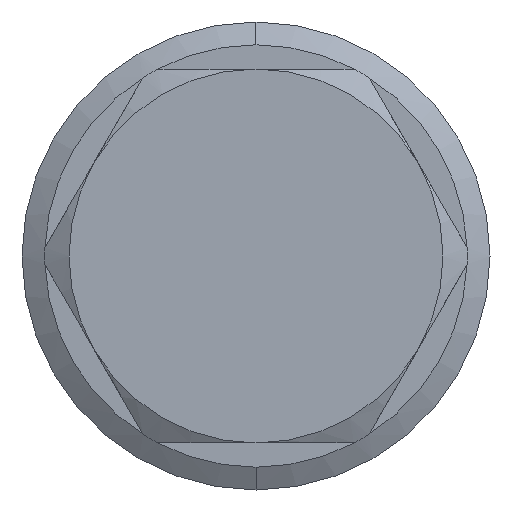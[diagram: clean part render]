
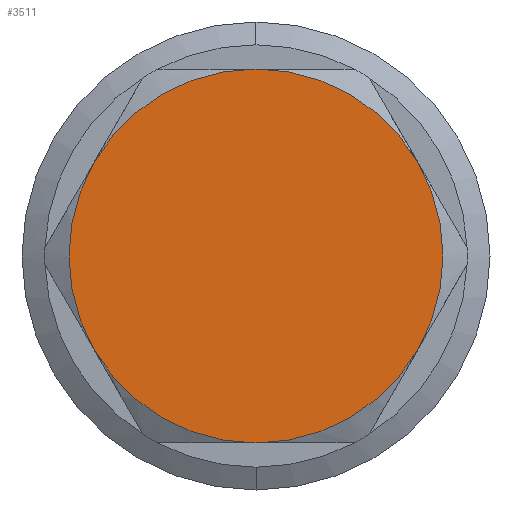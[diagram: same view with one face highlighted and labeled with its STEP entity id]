
A CAD part, left-side view. The second image highlights one B-rep face of the part: STEP entity #3511.
In plain terms, the highlighted planar face has unit normal (-1, 0, 0).
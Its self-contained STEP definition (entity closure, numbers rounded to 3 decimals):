
#51 = DIRECTION ( 'NONE',  ( -1., 0., 0. ) ) ;
#152 = EDGE_LOOP ( 'NONE', ( #2751, #6606, #6354, #2522, #5154, #4882 ) ) ;
#182 = CARTESIAN_POINT ( 'NONE',  ( 0., 0., 0. ) ) ;
#793 = VERTEX_POINT ( 'NONE', #2582 ) ;
#980 = CARTESIAN_POINT ( 'NONE',  ( 0., 0., 0. ) ) ;
#1345 = CARTESIAN_POINT ( 'NONE',  ( 0., 0., 15.85 ) ) ;
#1353 = DIRECTION ( 'NONE',  ( 0., 0., 1. ) ) ;
#1512 = AXIS2_PLACEMENT_3D ( 'NONE', #11745, #8811, #3047 ) ;
#1748 = CARTESIAN_POINT ( 'NONE',  ( 0., -13.727, 7.925 ) ) ;
#1788 = VERTEX_POINT ( 'NONE', #10460 ) ;
#2375 = EDGE_CURVE ( 'NONE', #1788, #2560, #8552, .T. ) ;
#2507 = CIRCLE ( 'NONE', #2639, 15.85 ) ;
#2522 = ORIENTED_EDGE ( 'NONE', *, *, #11974, .T. ) ;
#2554 = AXIS2_PLACEMENT_3D ( 'NONE', #182, #5187, #4108 ) ;
#2560 = VERTEX_POINT ( 'NONE', #1748 ) ;
#2582 = CARTESIAN_POINT ( 'NONE',  ( 0., 13.727, 7.925 ) ) ;
#2639 = AXIS2_PLACEMENT_3D ( 'NONE', #8766, #2958, #8844 ) ;
#2751 = ORIENTED_EDGE ( 'NONE', *, *, #12558, .T. ) ;
#2958 = DIRECTION ( 'NONE',  ( -1., 0., 0. ) ) ;
#3047 = DIRECTION ( 'NONE',  ( 0., 0., -1. ) ) ;
#3093 = PLANE ( 'NONE',  #1512 ) ;
#3300 = DIRECTION ( 'NONE',  ( -1., 0., 0. ) ) ;
#3511 = ADVANCED_FACE ( 'NONE', ( #12345 ), #3093, .F. ) ;
#4108 = DIRECTION ( 'NONE',  ( 0., 0., 1. ) ) ;
#4181 = CIRCLE ( 'NONE', #8838, 15.85 ) ;
#4882 = ORIENTED_EDGE ( 'NONE', *, *, #11925, .T. ) ;
#5124 = DIRECTION ( 'NONE',  ( 0., 0., 1. ) ) ;
#5154 = ORIENTED_EDGE ( 'NONE', *, *, #2375, .T. ) ;
#5187 = DIRECTION ( 'NONE',  ( -1., 0., 0. ) ) ;
#5341 = AXIS2_PLACEMENT_3D ( 'NONE', #980, #51, #6961 ) ;
#5373 = AXIS2_PLACEMENT_3D ( 'NONE', #8954, #9028, #5124 ) ;
#5742 = CARTESIAN_POINT ( 'NONE',  ( 0., 0., 0. ) ) ;
#5866 = DIRECTION ( 'NONE',  ( 0., 0., 1. ) ) ;
#6173 = CIRCLE ( 'NONE', #5341, 15.85 ) ;
#6354 = ORIENTED_EDGE ( 'NONE', *, *, #7685, .T. ) ;
#6606 = ORIENTED_EDGE ( 'NONE', *, *, #11608, .T. ) ;
#6961 = DIRECTION ( 'NONE',  ( 0., 0., 1. ) ) ;
#7685 = EDGE_CURVE ( 'NONE', #7948, #7995, #11378, .T. ) ;
#7844 = DIRECTION ( 'NONE',  ( -1., 0., 0. ) ) ;
#7948 = VERTEX_POINT ( 'NONE', #11890 ) ;
#7995 = VERTEX_POINT ( 'NONE', #11464 ) ;
#8430 = AXIS2_PLACEMENT_3D ( 'NONE', #5742, #3300, #1353 ) ;
#8552 = CIRCLE ( 'NONE', #5373, 15.85 ) ;
#8766 = CARTESIAN_POINT ( 'NONE',  ( 0., 0., 0. ) ) ;
#8811 = DIRECTION ( 'NONE',  ( 1., 0., 0. ) ) ;
#8838 = AXIS2_PLACEMENT_3D ( 'NONE', #10830, #7844, #5866 ) ;
#8844 = DIRECTION ( 'NONE',  ( 0., 0., 1. ) ) ;
#8954 = CARTESIAN_POINT ( 'NONE',  ( 0., 0., 0. ) ) ;
#9028 = DIRECTION ( 'NONE',  ( -1., 0., 0. ) ) ;
#10460 = CARTESIAN_POINT ( 'NONE',  ( 0., -13.727, -7.925 ) ) ;
#10830 = CARTESIAN_POINT ( 'NONE',  ( 0., 0., 0. ) ) ;
#11187 = CIRCLE ( 'NONE', #2554, 15.85 ) ;
#11378 = CIRCLE ( 'NONE', #8430, 15.85 ) ;
#11464 = CARTESIAN_POINT ( 'NONE',  ( 0., 0., -15.85 ) ) ;
#11608 = EDGE_CURVE ( 'NONE', #793, #7948, #11187, .T. ) ;
#11745 = CARTESIAN_POINT ( 'NONE',  ( 0., 0., 0. ) ) ;
#11890 = CARTESIAN_POINT ( 'NONE',  ( 0., 13.727, -7.925 ) ) ;
#11925 = EDGE_CURVE ( 'NONE', #2560, #12176, #6173, .T. ) ;
#11974 = EDGE_CURVE ( 'NONE', #7995, #1788, #4181, .T. ) ;
#12176 = VERTEX_POINT ( 'NONE', #1345 ) ;
#12345 = FACE_OUTER_BOUND ( 'NONE', #152, .T. ) ;
#12558 = EDGE_CURVE ( 'NONE', #12176, #793, #2507, .T. ) ;
